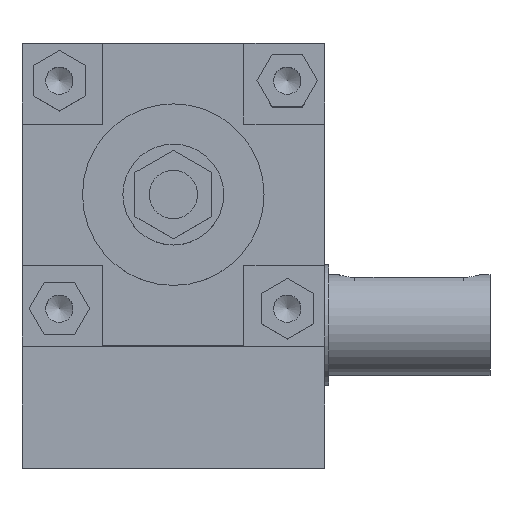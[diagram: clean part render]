
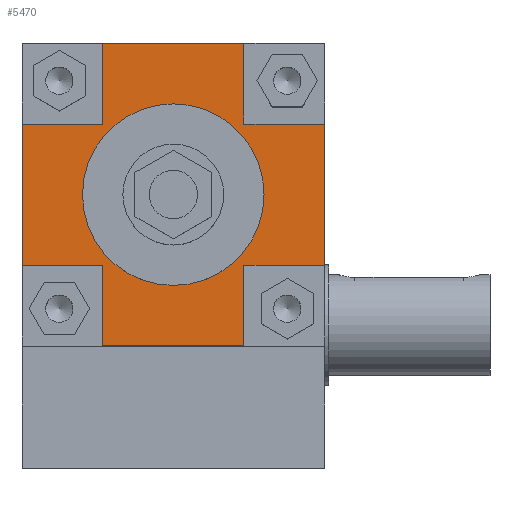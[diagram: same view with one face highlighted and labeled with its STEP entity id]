
A CAD part, top view. The second image highlights one B-rep face of the part: STEP entity #5470.
In plain terms, the highlighted planar face has unit normal (0, 0, 1).
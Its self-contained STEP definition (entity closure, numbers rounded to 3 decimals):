
#79=LINE('',#6997,#543);
#90=LINE('',#7020,#554);
#191=LINE('',#7241,#655);
#205=LINE('',#7268,#669);
#207=LINE('',#7272,#671);
#233=LINE('',#7340,#697);
#234=LINE('',#7342,#698);
#235=LINE('',#7344,#699);
#236=LINE('',#7345,#700);
#237=LINE('',#7347,#701);
#238=LINE('',#7348,#702);
#239=LINE('',#7350,#703);
#543=VECTOR('',#5949,1000.);
#554=VECTOR('',#5964,1000.);
#655=VECTOR('',#6151,1000.);
#669=VECTOR('',#6169,1000.);
#671=VECTOR('',#6173,1000.);
#697=VECTOR('',#6247,1000.);
#698=VECTOR('',#6248,1000.);
#699=VECTOR('',#6249,1000.);
#700=VECTOR('',#6250,1000.);
#701=VECTOR('',#6251,1000.);
#702=VECTOR('',#6252,1000.);
#703=VECTOR('',#6253,1000.);
#1315=ORIENTED_EDGE('',*,*,#2163,.T.);
#1316=ORIENTED_EDGE('',*,*,#2221,.T.);
#1317=ORIENTED_EDGE('',*,*,#2222,.T.);
#1318=ORIENTED_EDGE('',*,*,#2223,.F.);
#1319=ORIENTED_EDGE('',*,*,#2191,.T.);
#1320=ORIENTED_EDGE('',*,*,#2189,.T.);
#1321=ORIENTED_EDGE('',*,*,#2175,.F.);
#1322=ORIENTED_EDGE('',*,*,#2224,.T.);
#1323=ORIENTED_EDGE('',*,*,#2225,.T.);
#1324=ORIENTED_EDGE('',*,*,#2056,.F.);
#1325=ORIENTED_EDGE('',*,*,#2226,.T.);
#1326=ORIENTED_EDGE('',*,*,#2227,.T.);
#1327=ORIENTED_EDGE('',*,*,#2067,.F.);
#2056=EDGE_CURVE('',#2580,#2581,#79,.T.);
#2067=EDGE_CURVE('',#2590,#2591,#90,.T.);
#2163=EDGE_CURVE('',#2655,#2655,#2947,.T.);
#2175=EDGE_CURVE('',#2667,#2668,#191,.T.);
#2189=EDGE_CURVE('',#2679,#2668,#205,.T.);
#2191=EDGE_CURVE('',#2680,#2679,#207,.T.);
#2221=EDGE_CURVE('',#2590,#2698,#233,.T.);
#2222=EDGE_CURVE('',#2698,#2699,#234,.T.);
#2223=EDGE_CURVE('',#2680,#2699,#235,.T.);
#2224=EDGE_CURVE('',#2667,#2700,#236,.T.);
#2225=EDGE_CURVE('',#2700,#2581,#237,.T.);
#2226=EDGE_CURVE('',#2580,#2701,#238,.T.);
#2227=EDGE_CURVE('',#2701,#2591,#239,.T.);
#2580=VERTEX_POINT('',#6996);
#2581=VERTEX_POINT('',#6998);
#2590=VERTEX_POINT('',#7019);
#2591=VERTEX_POINT('',#7021);
#2655=VERTEX_POINT('',#7213);
#2667=VERTEX_POINT('',#7240);
#2668=VERTEX_POINT('',#7242);
#2679=VERTEX_POINT('',#7269);
#2680=VERTEX_POINT('',#7273);
#2698=VERTEX_POINT('',#7341);
#2699=VERTEX_POINT('',#7343);
#2700=VERTEX_POINT('',#7346);
#2701=VERTEX_POINT('',#7349);
#2947=CIRCLE('',#5681,22.5);
#3080=EDGE_LOOP('',(#1315));
#3081=EDGE_LOOP('',(#1316,#1317,#1318,#1319,#1320,#1321,#1322,#1323,#1324,
#1325,#1326,#1327));
#3381=FACE_BOUND('',#3080,.T.);
#3382=FACE_BOUND('',#3081,.T.);
#3667=PLANE('',#5716);
#5470=ADVANCED_FACE('',(#3381,#3382),#3667,.T.);
#5681=AXIS2_PLACEMENT_3D('',#7212,#6126,#6127);
#5716=AXIS2_PLACEMENT_3D('',#7339,#6245,#6246);
#5949=DIRECTION('',(0.,-1.,0.));
#5964=DIRECTION('',(1.,0.,0.));
#6126=DIRECTION('',(0.,0.,-1.));
#6127=DIRECTION('',(-1.,0.,0.));
#6151=DIRECTION('',(-1.,0.,0.));
#6169=DIRECTION('',(0.,-1.,0.));
#6173=DIRECTION('',(1.,0.,0.));
#6245=DIRECTION('',(0.,0.,1.));
#6246=DIRECTION('',(1.,0.,0.));
#6247=DIRECTION('',(0.,-1.,0.));
#6248=DIRECTION('',(-1.,0.,0.));
#6249=DIRECTION('',(0.,1.,0.));
#6250=DIRECTION('',(0.,1.,0.));
#6251=DIRECTION('',(1.,0.,0.));
#6252=DIRECTION('',(-1.,0.,0.));
#6253=DIRECTION('',(0.,1.,0.));
#6996=CARTESIAN_POINT('',(37.5,17.5,115.));
#6997=CARTESIAN_POINT('',(37.5,37.5,115.));
#6998=CARTESIAN_POINT('',(37.5,-17.5,115.));
#7019=CARTESIAN_POINT('',(-17.5,37.5,115.));
#7020=CARTESIAN_POINT('',(-37.5,37.5,115.));
#7021=CARTESIAN_POINT('',(17.5,37.5,115.));
#7212=CARTESIAN_POINT('',(0.,0.,115.));
#7213=CARTESIAN_POINT('',(-22.5,0.,115.));
#7240=CARTESIAN_POINT('',(17.5,-37.5,115.));
#7241=CARTESIAN_POINT('',(37.5,-37.5,115.));
#7242=CARTESIAN_POINT('',(-17.5,-37.5,115.));
#7268=CARTESIAN_POINT('',(-17.5,-18.75,115.));
#7269=CARTESIAN_POINT('',(-17.5,-17.5,115.));
#7272=CARTESIAN_POINT('',(-8.75,-17.5,115.));
#7273=CARTESIAN_POINT('',(-37.5,-17.5,115.));
#7339=CARTESIAN_POINT('',(0.,0.,115.));
#7340=CARTESIAN_POINT('',(-17.5,8.75,115.));
#7341=CARTESIAN_POINT('',(-17.5,17.5,115.));
#7342=CARTESIAN_POINT('',(-18.75,17.5,115.));
#7343=CARTESIAN_POINT('',(-37.5,17.5,115.));
#7344=CARTESIAN_POINT('',(-37.5,-37.5,115.));
#7345=CARTESIAN_POINT('',(17.5,-8.75,115.));
#7346=CARTESIAN_POINT('',(17.5,-17.5,115.));
#7347=CARTESIAN_POINT('',(18.75,-17.5,115.));
#7348=CARTESIAN_POINT('',(8.75,17.5,115.));
#7349=CARTESIAN_POINT('',(17.5,17.5,115.));
#7350=CARTESIAN_POINT('',(17.5,18.75,115.));
